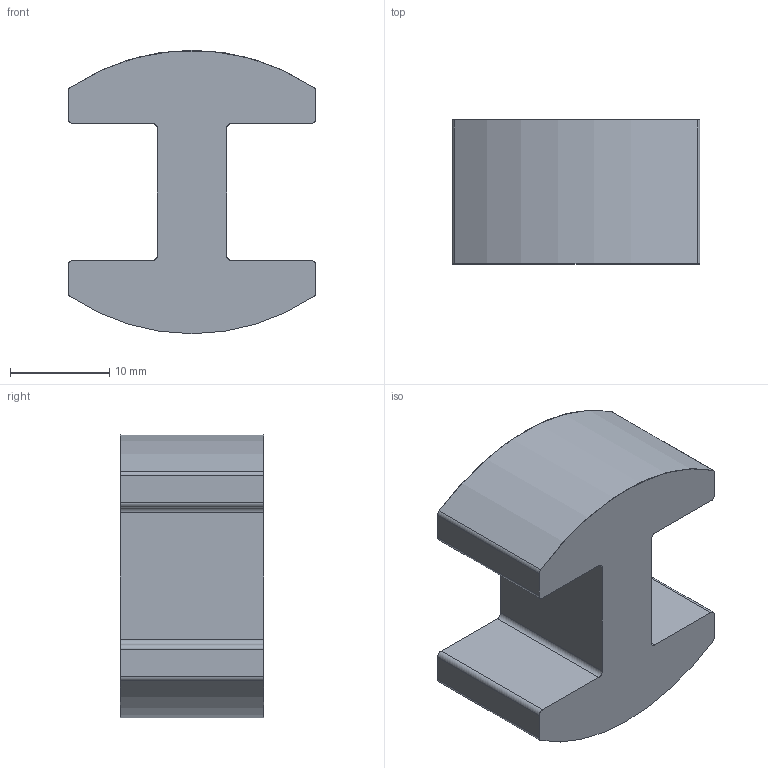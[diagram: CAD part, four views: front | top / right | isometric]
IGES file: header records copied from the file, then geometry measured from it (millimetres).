
Start section: SolidWorks IGES file using analytic representation for surfaces
Global section: file name: 80571-P-12.igs; native system: SolidWorks 2015; preprocessor: SolidWorks 2015; author: Christian; date: 190404.090335; units: millimetre
Bounding box: 25 x 14.5 x 28.59 mm (x, y, z)
Surface area: 2682 mm2 (no closed solid volume)
Topology: 0 solids, 0 shells, 246 faces, 2309 edges, 2309 vertices
Faces by surface type: bspline 231, revolution 15
